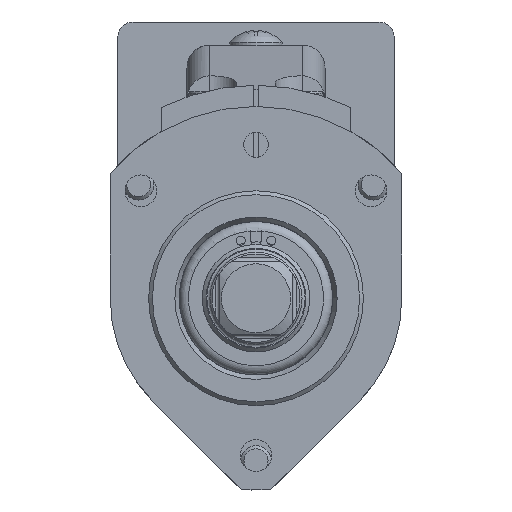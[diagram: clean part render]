
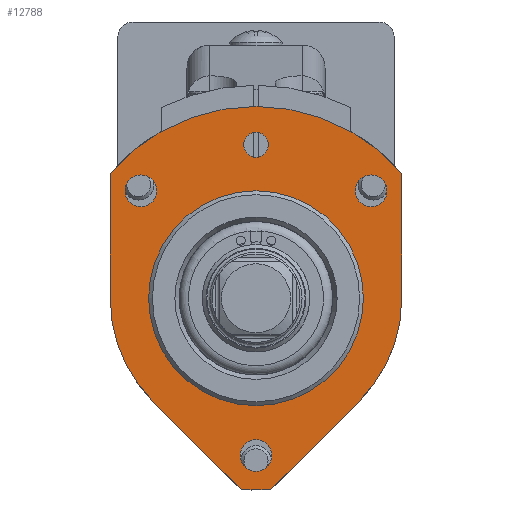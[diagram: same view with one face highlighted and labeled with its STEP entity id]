
A CAD part, front view. The second image highlights one B-rep face of the part: STEP entity #12788.
In plain terms, the highlighted planar face has unit normal (0, -1, 0).
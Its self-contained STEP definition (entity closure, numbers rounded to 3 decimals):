
#492=FACE_BOUND('',#1916,.T.);
#493=FACE_BOUND('',#1917,.T.);
#494=FACE_BOUND('',#1918,.T.);
#495=FACE_BOUND('',#1919,.T.);
#496=FACE_BOUND('',#1920,.T.);
#1159=FACE_OUTER_BOUND('',#1915,.T.);
#1915=EDGE_LOOP('',(#10494,#10495,#10496,#10497,#10498,#10499,#10500,#10501));
#1916=EDGE_LOOP('',(#10502));
#1917=EDGE_LOOP('',(#10503));
#1918=EDGE_LOOP('',(#10504));
#1919=EDGE_LOOP('',(#10505));
#1920=EDGE_LOOP('',(#10506));
#2197=CIRCLE('',#13171,2.067);
#2199=CIRCLE('',#13174,2.067);
#2201=CIRCLE('',#13177,2.067);
#2205=CIRCLE('',#13193,19.);
#2207=CIRCLE('',#13197,25.);
#2209=CIRCLE('',#13200,19.);
#2534=CIRCLE('',#13998,1.621);
#2536=CIRCLE('',#14001,25.);
#2537=CIRCLE('',#14002,14.);
#2837=LINE('',#19254,#3881);
#2843=LINE('',#19271,#3887);
#2847=LINE('',#19286,#3891);
#2850=LINE('',#19292,#3894);
#3881=VECTOR('',#14982,10.);
#3887=VECTOR('',#14996,10.);
#3891=VECTOR('',#15014,10.);
#3894=VECTOR('',#15019,10.);
#4992=VERTEX_POINT('',#19209);
#4994=VERTEX_POINT('',#19215);
#4996=VERTEX_POINT('',#19221);
#4999=VERTEX_POINT('',#19252);
#5000=VERTEX_POINT('',#19253);
#5003=VERTEX_POINT('',#19261);
#5004=VERTEX_POINT('',#19262);
#5007=VERTEX_POINT('',#19270);
#5009=VERTEX_POINT('',#19279);
#5011=VERTEX_POINT('',#19285);
#5013=VERTEX_POINT('',#19291);
#5737=VERTEX_POINT('',#22016);
#5739=VERTEX_POINT('',#22023);
#6227=EDGE_CURVE('',#4992,#4992,#2197,.T.);
#6230=EDGE_CURVE('',#4994,#4994,#2199,.T.);
#6233=EDGE_CURVE('',#4996,#4996,#2201,.T.);
#6250=EDGE_CURVE('',#4999,#5000,#2837,.T.);
#6254=EDGE_CURVE('',#5003,#5004,#2205,.T.);
#6258=EDGE_CURVE('',#5004,#5007,#2843,.T.);
#6261=EDGE_CURVE('',#5007,#4999,#2207,.T.);
#6263=EDGE_CURVE('',#5000,#5009,#2209,.T.);
#6266=EDGE_CURVE('',#5009,#5011,#2847,.T.);
#6269=EDGE_CURVE('',#5013,#5003,#2850,.T.);
#7406=EDGE_CURVE('',#5737,#5737,#2534,.T.);
#7409=EDGE_CURVE('',#5011,#5013,#2536,.T.);
#7410=EDGE_CURVE('',#5739,#5739,#2537,.T.);
#10494=ORIENTED_EDGE('',*,*,#7409,.T.);
#10495=ORIENTED_EDGE('',*,*,#6269,.T.);
#10496=ORIENTED_EDGE('',*,*,#6254,.T.);
#10497=ORIENTED_EDGE('',*,*,#6258,.T.);
#10498=ORIENTED_EDGE('',*,*,#6261,.T.);
#10499=ORIENTED_EDGE('',*,*,#6250,.T.);
#10500=ORIENTED_EDGE('',*,*,#6263,.T.);
#10501=ORIENTED_EDGE('',*,*,#6266,.T.);
#10502=ORIENTED_EDGE('',*,*,#7410,.T.);
#10503=ORIENTED_EDGE('',*,*,#6233,.T.);
#10504=ORIENTED_EDGE('',*,*,#6230,.T.);
#10505=ORIENTED_EDGE('',*,*,#6227,.T.);
#10506=ORIENTED_EDGE('',*,*,#7406,.T.);
#11416=PLANE('',#14000);
#12788=ADVANCED_FACE('',(#1159,#492,#493,#494,#495,#496),#11416,.T.);
#13171=AXIS2_PLACEMENT_3D('',#19210,#14925,#14926);
#13174=AXIS2_PLACEMENT_3D('',#19216,#14932,#14933);
#13177=AXIS2_PLACEMENT_3D('',#19222,#14939,#14940);
#13193=AXIS2_PLACEMENT_3D('',#19263,#14988,#14989);
#13197=AXIS2_PLACEMENT_3D('',#19276,#15001,#15002);
#13200=AXIS2_PLACEMENT_3D('',#19280,#15007,#15008);
#13998=AXIS2_PLACEMENT_3D('',#22017,#17326,#17327);
#14000=AXIS2_PLACEMENT_3D('',#22021,#17331,#17332);
#14001=AXIS2_PLACEMENT_3D('',#22022,#17333,#17334);
#14002=AXIS2_PLACEMENT_3D('',#22024,#17335,#17336);
#14925=DIRECTION('center_axis',(0.,1.,0.));
#14926=DIRECTION('ref_axis',(1.,0.,0.));
#14932=DIRECTION('center_axis',(0.,1.,0.));
#14933=DIRECTION('ref_axis',(-1.,0.,0.));
#14939=DIRECTION('center_axis',(0.,1.,0.));
#14940=DIRECTION('ref_axis',(1.,0.,0.));
#14982=DIRECTION('',(0.707,0.,0.707));
#14988=DIRECTION('center_axis',(0.,-1.,0.));
#14989=DIRECTION('ref_axis',(-1.,0.,0.));
#14996=DIRECTION('',(0.707,0.,-0.707));
#15001=DIRECTION('center_axis',(0.,-1.,0.));
#15002=DIRECTION('ref_axis',(-0.078,0.,
-0.997));
#15007=DIRECTION('center_axis',(0.,-1.,0.));
#15008=DIRECTION('ref_axis',(0.706,0.,-0.709));
#15014=DIRECTION('',(0.,0.,1.));
#15019=DIRECTION('',(0.,0.,-1.));
#17326=DIRECTION('center_axis',(0.,1.,0.));
#17327=DIRECTION('ref_axis',(1.,0.,0.));
#17331=DIRECTION('center_axis',(0.,-1.,0.));
#17332=DIRECTION('ref_axis',(1.,0.,0.));
#17333=DIRECTION('center_axis',(0.,-1.,0.));
#17334=DIRECTION('ref_axis',(0.76,0.,0.65));
#17335=DIRECTION('center_axis',(0.,1.,0.));
#17336=DIRECTION('ref_axis',(-1.,0.,0.));
#19209=CARTESIAN_POINT('',(-2.067,0.,-20.5));
#19210=CARTESIAN_POINT('Origin',(0.,0.,
-20.5));
#19215=CARTESIAN_POINT('',(-12.933,0.,14.));
#19216=CARTESIAN_POINT('Origin',(-15.,0.,14.));
#19221=CARTESIAN_POINT('',(12.933,0.,14.));
#19222=CARTESIAN_POINT('Origin',(15.,0.,14.));
#19252=CARTESIAN_POINT('',(1.946,0.,-24.924));
#19253=CARTESIAN_POINT('',(13.463,0.,-13.407));
#19254=CARTESIAN_POINT('',(1.946,0.,-24.924));
#19261=CARTESIAN_POINT('',(-19.,0.,0.));
#19262=CARTESIAN_POINT('',(-13.463,0.,-13.407));
#19263=CARTESIAN_POINT('Origin',(0.,0.,0.));
#19270=CARTESIAN_POINT('',(-1.946,0.,-24.924));
#19271=CARTESIAN_POINT('',(-13.463,0.,-13.407));
#19276=CARTESIAN_POINT('Origin',(0.,0.,0.));
#19279=CARTESIAN_POINT('',(19.,0.,0.));
#19280=CARTESIAN_POINT('Origin',(0.,0.,0.));
#19285=CARTESIAN_POINT('',(19.,0.,16.248));
#19286=CARTESIAN_POINT('',(19.,0.,0.));
#19291=CARTESIAN_POINT('',(-19.,0.,16.248));
#19292=CARTESIAN_POINT('',(-19.,0.,16.248));
#22016=CARTESIAN_POINT('',(-1.621,0.,20.));
#22017=CARTESIAN_POINT('Origin',(0.,0.,
20.));
#22021=CARTESIAN_POINT('Origin',(0.,0.,
0.989));
#22022=CARTESIAN_POINT('Origin',(0.,0.,0.));
#22023=CARTESIAN_POINT('',(14.,0.,0.));
#22024=CARTESIAN_POINT('Origin',(0.,0.,0.));
